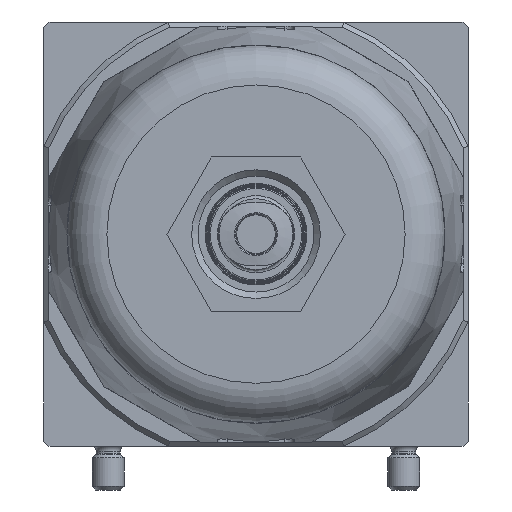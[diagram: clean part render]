
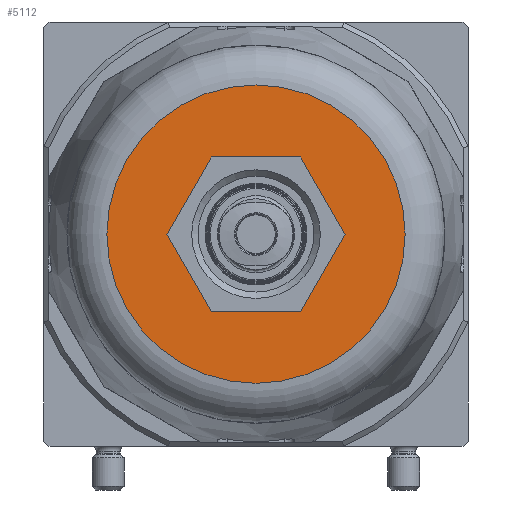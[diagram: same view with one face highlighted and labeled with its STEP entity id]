
A CAD part, front view. The second image highlights one B-rep face of the part: STEP entity #5112.
In plain terms, the highlighted planar face has unit normal (0, -1, 0).
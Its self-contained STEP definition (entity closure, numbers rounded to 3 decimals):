
#370=CIRCLE('',#5430,23.2);
#825=ORIENTED_EDGE('',*,*,#1646,.T.);
#826=ORIENTED_EDGE('',*,*,#1647,.T.);
#827=ORIENTED_EDGE('',*,*,#1648,.T.);
#828=ORIENTED_EDGE('',*,*,#1649,.T.);
#829=ORIENTED_EDGE('',*,*,#1650,.T.);
#830=ORIENTED_EDGE('',*,*,#1651,.T.);
#831=ORIENTED_EDGE('',*,*,#1652,.T.);
#1646=EDGE_CURVE('',#2086,#2086,#370,.T.);
#1647=EDGE_CURVE('',#2087,#2088,#2392,.T.);
#1648=EDGE_CURVE('',#2088,#2089,#2393,.T.);
#1649=EDGE_CURVE('',#2089,#2090,#2394,.T.);
#1650=EDGE_CURVE('',#2090,#2091,#2395,.T.);
#1651=EDGE_CURVE('',#2091,#2092,#2396,.T.);
#1652=EDGE_CURVE('',#2092,#2087,#2397,.T.);
#2086=VERTEX_POINT('',#7264);
#2087=VERTEX_POINT('',#7266);
#2088=VERTEX_POINT('',#7267);
#2089=VERTEX_POINT('',#7269);
#2090=VERTEX_POINT('',#7271);
#2091=VERTEX_POINT('',#7273);
#2092=VERTEX_POINT('',#7275);
#2392=LINE('',#7265,#2594);
#2393=LINE('',#7268,#2595);
#2394=LINE('',#7270,#2596);
#2395=LINE('',#7272,#2597);
#2396=LINE('',#7274,#2598);
#2397=LINE('',#7276,#2599);
#2594=VECTOR('',#6087,1000.);
#2595=VECTOR('',#6088,1000.);
#2596=VECTOR('',#6089,1000.);
#2597=VECTOR('',#6090,1000.);
#2598=VECTOR('',#6091,1000.);
#2599=VECTOR('',#6092,1000.);
#2821=EDGE_LOOP('',(#825));
#2822=EDGE_LOOP('',(#826,#827,#828,#829,#830,#831));
#3151=FACE_BOUND('',#2821,.T.);
#3152=FACE_BOUND('',#2822,.T.);
#3402=PLANE('',#5429);
#5112=ADVANCED_FACE('',(#3151,#3152),#3402,.F.);
#5429=AXIS2_PLACEMENT_3D('',#7262,#6083,#6084);
#5430=AXIS2_PLACEMENT_3D('',#7263,#6085,#6086);
#6083=DIRECTION('',(0.,1.,0.));
#6084=DIRECTION('',(0.,0.,1.));
#6085=DIRECTION('',(0.,-1.,0.));
#6086=DIRECTION('',(0.,0.,-1.));
#6087=DIRECTION('',(0.,0.,1.));
#6088=DIRECTION('',(0.866,0.,0.5));
#6089=DIRECTION('',(0.866,0.,-0.5));
#6090=DIRECTION('',(0.,0.,-1.));
#6091=DIRECTION('',(-0.866,0.,-0.5));
#6092=DIRECTION('',(-0.866,0.,0.5));
#7262=CARTESIAN_POINT('',(23.2,-165.,0.));
#7263=CARTESIAN_POINT('',(0.,-165.,0.));
#7264=CARTESIAN_POINT('',(0.,-165.,-23.2));
#7265=CARTESIAN_POINT('',(-12.,-165.,-6.928));
#7266=CARTESIAN_POINT('',(-12.,-165.,-6.928));
#7267=CARTESIAN_POINT('',(-12.,-165.,6.928));
#7268=CARTESIAN_POINT('',(-12.,-165.,6.928));
#7269=CARTESIAN_POINT('',(0.,-165.,13.856));
#7270=CARTESIAN_POINT('',(0.,-165.,13.856));
#7271=CARTESIAN_POINT('',(12.,-165.,6.928));
#7272=CARTESIAN_POINT('',(12.,-165.,6.928));
#7273=CARTESIAN_POINT('',(12.,-165.,-6.928));
#7274=CARTESIAN_POINT('',(12.,-165.,-6.928));
#7275=CARTESIAN_POINT('',(0.,-165.,-13.856));
#7276=CARTESIAN_POINT('',(0.,-165.,-13.856));
